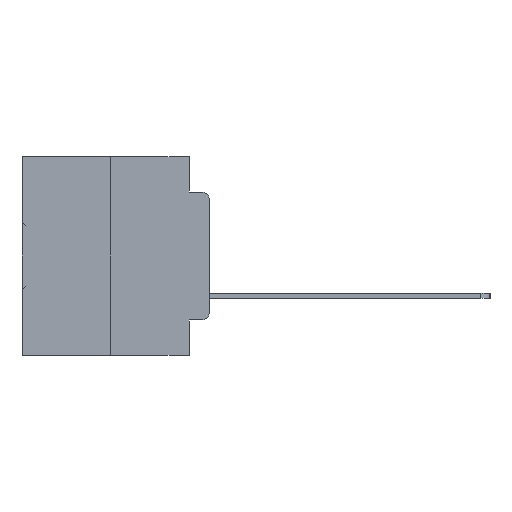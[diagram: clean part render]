
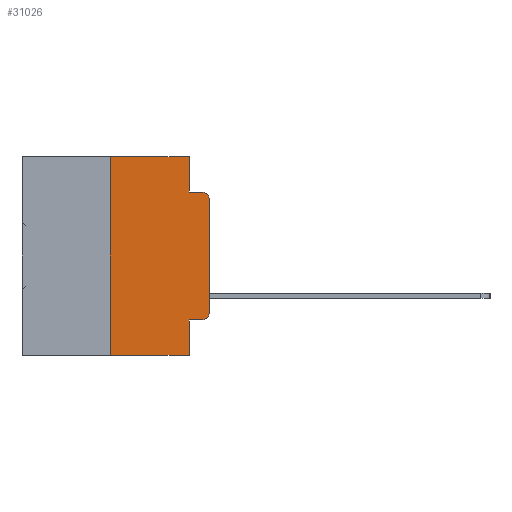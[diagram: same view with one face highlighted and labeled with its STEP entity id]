
A CAD part, left-side view. The second image highlights one B-rep face of the part: STEP entity #31026.
In plain terms, the highlighted planar face has unit normal (-1, 0, 0).
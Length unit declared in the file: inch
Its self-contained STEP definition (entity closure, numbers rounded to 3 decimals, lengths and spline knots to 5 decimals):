
#86 = EDGE_CURVE ( 'NONE', #6840, #13482, #23617, .T. ) ;
#265 = ORIENTED_EDGE ( 'NONE', *, *, #86, .T. ) ;
#894 = AXIS2_PLACEMENT_3D ( 'NONE', #13766, #13612, #13526 ) ;
#1061 = VERTEX_POINT ( 'NONE', #1730 ) ;
#1112 = ORIENTED_EDGE ( 'NONE', *, *, #3750, .T. ) ;
#1326 = CARTESIAN_POINT ( 'NONE',  ( 0., 0.473, -0.5 ) ) ;
#1730 = CARTESIAN_POINT ( 'NONE',  ( 0., 0.051, -0.5 ) ) ;
#2004 = VERTEX_POINT ( 'NONE', #28672 ) ;
#2766 = EDGE_CURVE ( 'NONE', #17626, #31284, #4058, .T. ) ;
#2868 = ORIENTED_EDGE ( 'NONE', *, *, #8795, .F. ) ;
#3026 = LINE ( 'NONE', #9359, #31560 ) ;
#3369 = DIRECTION ( 'NONE',  ( 0., 0., 1. ) ) ;
#3750 = EDGE_CURVE ( 'NONE', #13482, #15053, #6948, .T. ) ;
#4058 = LINE ( 'NONE', #13535, #30890 ) ;
#4085 = VECTOR ( 'NONE', #18972, 39.37008 ) ;
#4163 = ORIENTED_EDGE ( 'NONE', *, *, #13607, .T. ) ;
#4902 = CARTESIAN_POINT ( 'NONE',  ( 0., 0.051, -0.0885 ) ) ;
#6840 = VERTEX_POINT ( 'NONE', #23075 ) ;
#6948 = CIRCLE ( 'NONE', #894, 0.02 ) ;
#7053 = LINE ( 'NONE', #21904, #34588 ) ;
#7346 = VECTOR ( 'NONE', #29054, 39.37008 ) ;
#8795 = EDGE_CURVE ( 'NONE', #17736, #1061, #13026, .T. ) ;
#9008 = LINE ( 'NONE', #4902, #7346 ) ;
#9359 = CARTESIAN_POINT ( 'NONE',  ( 0., 0.25, 0. ) ) ;
#10093 = CARTESIAN_POINT ( 'NONE',  ( 0., 0.25, -0.5 ) ) ;
#10943 = CARTESIAN_POINT ( 'NONE',  ( 0., 0.25, 0. ) ) ;
#11455 = CIRCLE ( 'NONE', #32147, 0.02 ) ;
#12097 = DIRECTION ( 'NONE',  ( 1., 0., 0. ) ) ;
#12917 = LINE ( 'NONE', #26484, #33250 ) ;
#13026 = LINE ( 'NONE', #24236, #4085 ) ;
#13482 = VERTEX_POINT ( 'NONE', #32758 ) ;
#13526 = DIRECTION ( 'NONE',  ( 0., 0., -1. ) ) ;
#13535 = CARTESIAN_POINT ( 'NONE',  ( 0., 0.473, 0. ) ) ;
#13607 = EDGE_CURVE ( 'NONE', #14335, #1061, #32703, .T. ) ;
#13612 = DIRECTION ( 'NONE',  ( -1., 0., 0. ) ) ;
#13620 = DIRECTION ( 'NONE',  ( 0., -1., 0. ) ) ;
#13766 = CARTESIAN_POINT ( 'NONE',  ( 0., 0.02, -0.1085 ) ) ;
#14153 = CARTESIAN_POINT ( 'NONE',  ( 0., 0.051, -0.4115 ) ) ;
#14274 = ORIENTED_EDGE ( 'NONE', *, *, #24849, .T. ) ;
#14335 = VERTEX_POINT ( 'NONE', #10093 ) ;
#15053 = VERTEX_POINT ( 'NONE', #21040 ) ;
#15469 = DIRECTION ( 'NONE',  ( -1., 0., 0. ) ) ;
#15894 = EDGE_CURVE ( 'NONE', #17736, #2004, #7053, .T. ) ;
#16502 = VECTOR ( 'NONE', #3369, 39.37008 ) ;
#16890 = ORIENTED_EDGE ( 'NONE', *, *, #30991, .F. ) ;
#17553 = CARTESIAN_POINT ( 'NONE',  ( 0., 0.473, 0. ) ) ;
#17626 = VERTEX_POINT ( 'NONE', #10943 ) ;
#17736 = VERTEX_POINT ( 'NONE', #14153 ) ;
#18972 = DIRECTION ( 'NONE',  ( 0., 0., -1. ) ) ;
#20247 = PLANE ( 'NONE',  #22363 ) ;
#20647 = ORIENTED_EDGE ( 'NONE', *, *, #23672, .F. ) ;
#21040 = CARTESIAN_POINT ( 'NONE',  ( 0., 0.02, -0.0885 ) ) ;
#21250 = DIRECTION ( 'NONE',  ( 0., 0., -1. ) ) ;
#21649 = CARTESIAN_POINT ( 'NONE',  ( 0., 0.051, 0. ) ) ;
#21904 = CARTESIAN_POINT ( 'NONE',  ( 0., 0.051, -0.4115 ) ) ;
#22363 = AXIS2_PLACEMENT_3D ( 'NONE', #17553, #12097, #22927 ) ;
#22927 = DIRECTION ( 'NONE',  ( 0., 0., -1. ) ) ;
#23075 = CARTESIAN_POINT ( 'NONE',  ( 0., 0., -0.3915 ) ) ;
#23374 = EDGE_LOOP ( 'NONE', ( #265, #1112, #20647, #34652, #29343, #16890, #4163, #2868, #34598, #14274 ) ) ;
#23617 = LINE ( 'NONE', #26181, #16502 ) ;
#23672 = EDGE_CURVE ( 'NONE', #29422, #15053, #9008, .T. ) ;
#24236 = CARTESIAN_POINT ( 'NONE',  ( 0., 0.051, 0. ) ) ;
#24849 = EDGE_CURVE ( 'NONE', #2004, #6840, #11455, .T. ) ;
#25741 = VECTOR ( 'NONE', #28291, 39.37008 ) ;
#26181 = CARTESIAN_POINT ( 'NONE',  ( 0., 0., 0. ) ) ;
#26484 = CARTESIAN_POINT ( 'NONE',  ( 0., 0.051, 0. ) ) ;
#28132 = DIRECTION ( 'NONE',  ( 0., 0., 1. ) ) ;
#28291 = DIRECTION ( 'NONE',  ( 0., -1., 0. ) ) ;
#28672 = CARTESIAN_POINT ( 'NONE',  ( 0., 0.02, -0.4115 ) ) ;
#29054 = DIRECTION ( 'NONE',  ( 0., -1., 0. ) ) ;
#29343 = ORIENTED_EDGE ( 'NONE', *, *, #2766, .F. ) ;
#29422 = VERTEX_POINT ( 'NONE', #29624 ) ;
#29624 = CARTESIAN_POINT ( 'NONE',  ( 0., 0.051, -0.0885 ) ) ;
#29983 = DIRECTION ( 'NONE',  ( 0., -1., 0. ) ) ;
#30071 = EDGE_CURVE ( 'NONE', #31284, #29422, #12917, .T. ) ;
#30747 = FACE_OUTER_BOUND ( 'NONE', #23374, .T. ) ;
#30890 = VECTOR ( 'NONE', #13620, 39.37008 ) ;
#30991 = EDGE_CURVE ( 'NONE', #14335, #17626, #3026, .T. ) ;
#31026 = ADVANCED_FACE ( 'NONE', ( #30747 ), #20247, .F. ) ;
#31284 = VERTEX_POINT ( 'NONE', #21649 ) ;
#31370 = CARTESIAN_POINT ( 'NONE',  ( 0., 0.02, -0.3915 ) ) ;
#31560 = VECTOR ( 'NONE', #28132, 39.37008 ) ;
#32147 = AXIS2_PLACEMENT_3D ( 'NONE', #31370, #15469, #33981 ) ;
#32703 = LINE ( 'NONE', #1326, #25741 ) ;
#32758 = CARTESIAN_POINT ( 'NONE',  ( 0., 0., -0.1085 ) ) ;
#33250 = VECTOR ( 'NONE', #21250, 39.37008 ) ;
#33981 = DIRECTION ( 'NONE',  ( 0., 0., -1. ) ) ;
#34588 = VECTOR ( 'NONE', #29983, 39.37008 ) ;
#34598 = ORIENTED_EDGE ( 'NONE', *, *, #15894, .T. ) ;
#34652 = ORIENTED_EDGE ( 'NONE', *, *, #30071, .F. ) ;
